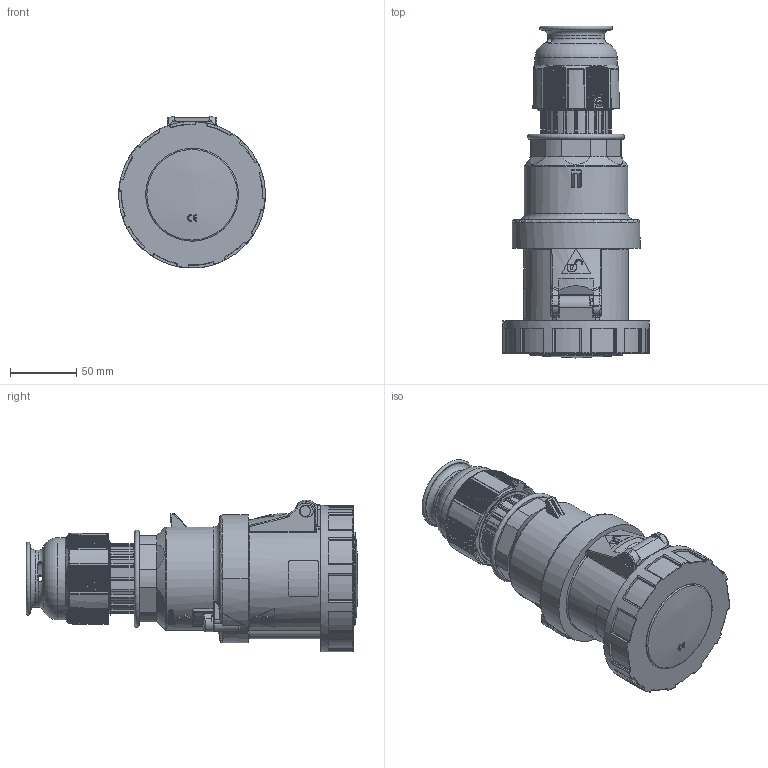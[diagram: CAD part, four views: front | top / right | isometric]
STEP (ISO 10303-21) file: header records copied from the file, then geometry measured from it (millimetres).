
FILE_DESCRIPTION(/* description */ (''),/* implementation_level */ '2;1');
FILE_NAME(/* name */ '3185.stp',/* time_stamp */ '2023-09-28T08:51:30+02:00',/* author */ ('mhost'),/* organization */ (''),/* preprocessor_version */ 'ST-DEVELOPER v17',/* originating_system */ 'Autodesk Inventor 2018',/* authorisation */ '');
FILE_SCHEMA (('AUTOMOTIVE_DESIGN { 1 0 10303 214 3 1 1 }'));
Length unit declared in the file: millimetre
Products named in the file (1): 3185
Bounding box: 110.43 x 250.17 x 114.54 mm (x, y, z)
Volume: 1169889.5 mm3; surface area: 104818 mm2
Topology: 1 solids, 3 shells, 1448 faces, 3987 edges, 2574 vertices
Faces by surface type: plane 661, cylinder 340, bspline 241, torus 155, sphere 27, cone 24
Full cylindrical faces by diameter (mm): 1.2 x2, 5 x1, 5.6 x1, 6 x1, 8 x2, 37 x1, 43 x1, 62 x1, 67.5 x1, 70 x1, 78 x1, 110.55 x1
Entity records: 56494 total; most frequent: CARTESIAN_POINT 20332, ORIENTED_EDGE 7962, DIRECTION 6436, EDGE_CURVE 3981, VERTEX_POINT 2574, AXIS2_PLACEMENT_3D 2383, LINE 1670, VECTOR 1670
